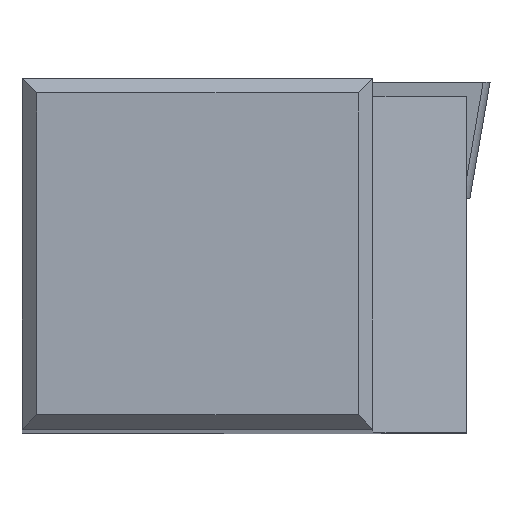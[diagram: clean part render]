
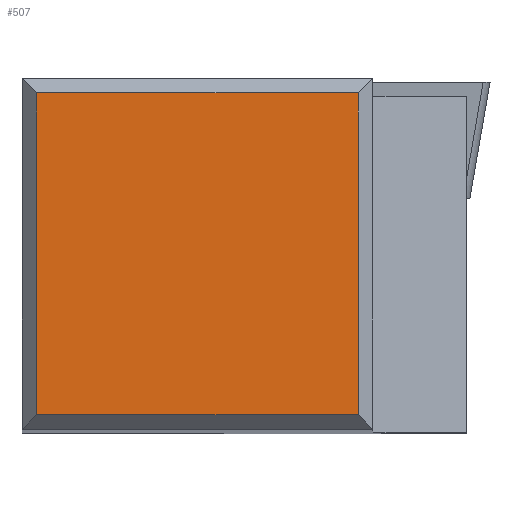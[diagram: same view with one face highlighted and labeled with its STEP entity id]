
A CAD part, top view. The second image highlights one B-rep face of the part: STEP entity #507.
In plain terms, the highlighted planar face has unit normal (0, 0, 1).
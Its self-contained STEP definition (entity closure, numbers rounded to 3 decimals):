
#112=DIRECTION('',(-1.,0.,0.));
#113=VECTOR('',#112,11.);
#114=CARTESIAN_POINT('',(11.5,11.5,0.));
#115=LINE('',#114,#113);
#119=DIRECTION('',(0.,1.,0.));
#120=VECTOR('',#119,11.);
#121=CARTESIAN_POINT('',(11.5,0.5,0.));
#122=LINE('',#121,#120);
#126=DIRECTION('',(1.,0.,0.));
#127=VECTOR('',#126,11.);
#128=CARTESIAN_POINT('',(0.5,0.5,0.));
#129=LINE('',#128,#127);
#133=DIRECTION('',(0.,-1.,0.));
#134=VECTOR('',#133,11.);
#135=CARTESIAN_POINT('',(0.5,11.5,0.));
#136=LINE('',#135,#134);
#444=CARTESIAN_POINT('',(11.5,11.5,0.));
#445=CARTESIAN_POINT('',(0.5,11.5,0.));
#446=VERTEX_POINT('',#444);
#447=VERTEX_POINT('',#445);
#448=CARTESIAN_POINT('',(0.5,0.5,0.));
#449=VERTEX_POINT('',#448);
#454=CARTESIAN_POINT('',(11.5,0.5,0.));
#455=VERTEX_POINT('',#454);
#492=CARTESIAN_POINT('',(0.,0.,0.));
#493=DIRECTION('',(0.,0.,-1.));
#494=DIRECTION('',(0.,1.,0.));
#495=AXIS2_PLACEMENT_3D('',#492,#493,#494);
#496=PLANE('',#495);
#498=ORIENTED_EDGE('',*,*,#497,.F.);
#500=ORIENTED_EDGE('',*,*,#499,.F.);
#502=ORIENTED_EDGE('',*,*,#501,.F.);
#504=ORIENTED_EDGE('',*,*,#503,.F.);
#505=EDGE_LOOP('',(#498,#500,#502,#504));
#506=FACE_OUTER_BOUND('',#505,.F.);
#497=EDGE_CURVE('',#446,#447,#115,.T.);
#499=EDGE_CURVE('',#455,#446,#122,.T.);
#501=EDGE_CURVE('',#449,#455,#129,.T.);
#503=EDGE_CURVE('',#447,#449,#136,.T.);
#507=ADVANCED_FACE('',(#506),#496,.F.);
